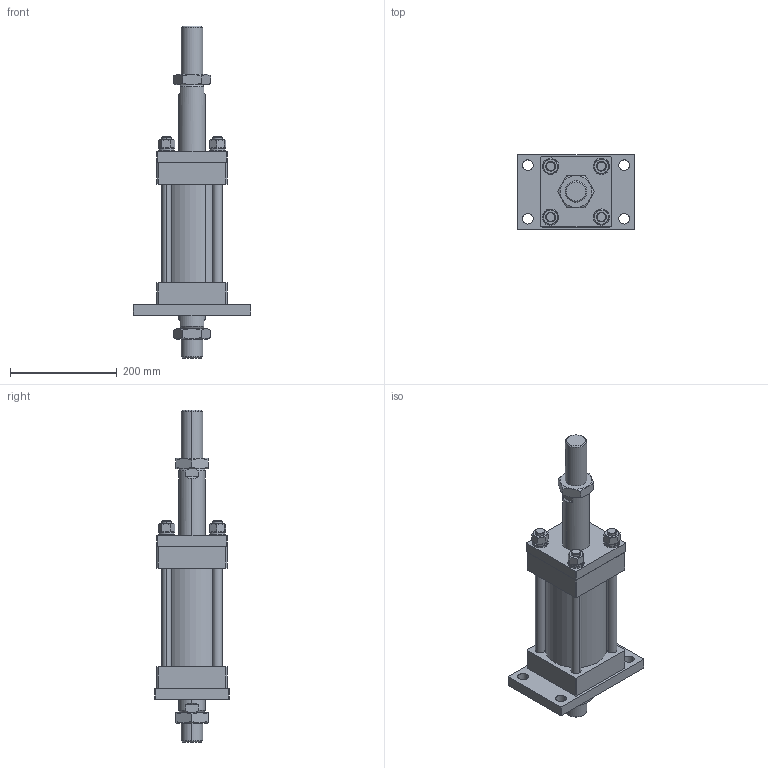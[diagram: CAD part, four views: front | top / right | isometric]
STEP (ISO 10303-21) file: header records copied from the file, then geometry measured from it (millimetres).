
FILE_DESCRIPTION (( 'STEP AP203' ), '1' );
FILE_NAME ('HOD-100-50-100-FA.STEP', '2021-04-27T07:45:54', ( '微软用户' ), ( '微软中国' ), 'SwSTEP 2.0', 'SolidWorks 2012', '' );
FILE_SCHEMA (( 'CONFIG_CONTROL_DESIGN' ));
Length unit declared in the file: millimetre
Products named in the file (11): hex nuts, style 1-grades ab gb_GB_FASTENER_NUT_SNAB1  B M18-N; HOB-100-50-100楊擘; HOD-100-50-100活塞杆; hex thin nuts grades ab gb_GB_FASTENER_NUT_STNABTT  B M39X3.0-N; plain washers-n series-grade a gb_GB_FASTENER_WASHER_PWNA 16; single coil lock washers light type gb_GB_FASTENER_WASHER_SSWL 18; HOB-100-50-100掛极; HOB-100-50-100前盖; HOD-100-50-100-FA嶺裝; HOB-100-50-100-FA楊擘; HOD-100-50-100-FA
Assembly tree (24 placements, depth 2):
  HOD-100-50-100-FA
    HOB-100-50-100掛极
    HOB-100-50-100前盖  x2
    HOD-100-50-100-FA嶺裝  x4
    HOB-100-50-100楊擘
    HOD-100-50-100活塞杆
    hex thin nuts grades ab gb_GB_FASTENER_NUT_STNABTT  B M39X3.0-N  x2
    plain washers-n series-grade a gb_GB_FASTENER_WASHER_PWNA 16  x4
    single coil lock washers light type gb_GB_FASTENER_WASHER_SSWL 18  x4
    hex nuts, style 1-grades ab gb_GB_FASTENER_NUT_SNAB1  B M18-N  x4
    HOB-100-50-100-FA楊擘
Bounding box: 220 x 140 x 621 mm (x, y, z)
Volume: 4372994.4 mm3; surface area: 638225.7 mm2
Topology: 24 solids, 24 shells, 398 faces, 906 edges, 566 vertices
Faces by surface type: plane 144, cylinder 142, cone 100, torus 12
Entity records: 8191 total; most frequent: CARTESIAN_POINT 1523, DIRECTION 1158, ORIENTED_EDGE 996, EDGE_CURVE 498, AXIS2_PLACEMENT_3D 466, VERTEX_POINT 313, EDGE_LOOP 269, VECTOR 226
